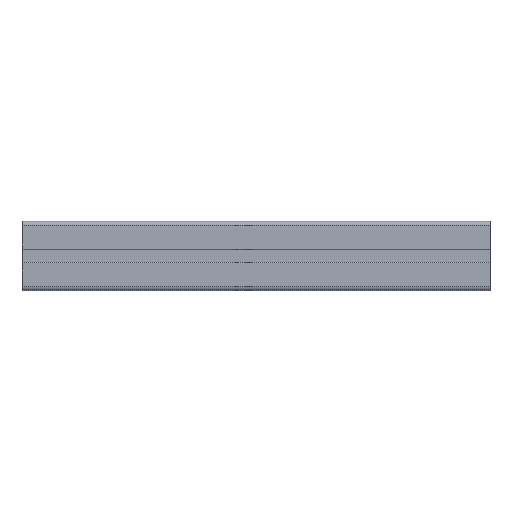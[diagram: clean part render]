
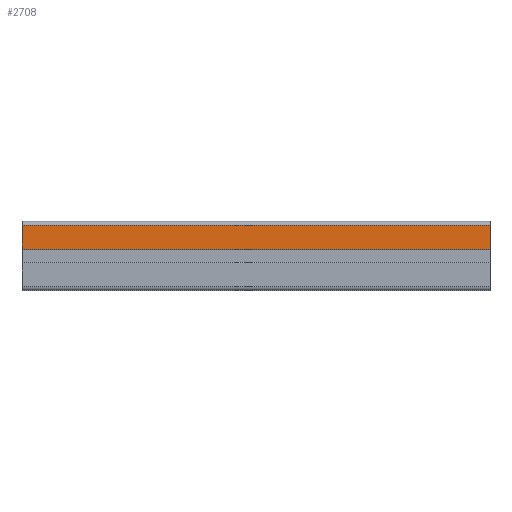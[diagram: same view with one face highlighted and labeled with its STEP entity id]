
A CAD part, top view. The second image highlights one B-rep face of the part: STEP entity #2708.
In plain terms, the highlighted planar face has unit normal (0, 0, 1).
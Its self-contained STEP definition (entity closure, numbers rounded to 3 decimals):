
#63=PLANE('',#2923);
#174=FACE_OUTER_BOUND('',#312,.T.);
#312=EDGE_LOOP('',(#2026,#2027,#2028,#2029));
#518=LINE('',#4271,#798);
#519=LINE('',#4274,#799);
#520=LINE('',#4276,#800);
#521=LINE('',#4277,#801);
#798=VECTOR('',#3459,1.);
#799=VECTOR('',#3462,1.);
#800=VECTOR('',#3463,1.);
#801=VECTOR('',#3464,1.);
#1214=VERTEX_POINT('',#4267);
#1215=VERTEX_POINT('',#4269);
#1216=VERTEX_POINT('',#4273);
#1217=VERTEX_POINT('',#4275);
#1552=EDGE_CURVE('',#1214,#1215,#518,.T.);
#1553=EDGE_CURVE('',#1216,#1214,#519,.T.);
#1554=EDGE_CURVE('',#1217,#1215,#520,.T.);
#1555=EDGE_CURVE('',#1216,#1217,#521,.T.);
#2026=ORIENTED_EDGE('',*,*,#1553,.T.);
#2027=ORIENTED_EDGE('',*,*,#1552,.T.);
#2028=ORIENTED_EDGE('',*,*,#1554,.F.);
#2029=ORIENTED_EDGE('',*,*,#1555,.F.);
#2708=ADVANCED_FACE('',(#174),#63,.T.);
#2923=AXIS2_PLACEMENT_3D('',#4272,#3460,#3461);
#3459=DIRECTION('',(1.,0.,0.));
#3460=DIRECTION('center_axis',(0.,0.,1.));
#3461=DIRECTION('ref_axis',(0.,-1.,0.));
#3462=DIRECTION('',(0.,-1.,0.));
#3463=DIRECTION('',(0.,-1.,0.));
#3464=DIRECTION('',(1.,0.,0.));
#4267=CARTESIAN_POINT('',(0.,26.9,45.));
#4269=CARTESIAN_POINT('',(304.8,26.9,45.));
#4271=CARTESIAN_POINT('',(0.,26.9,45.));
#4272=CARTESIAN_POINT('Origin',(0.,42.5,45.));
#4273=CARTESIAN_POINT('',(0.,42.5,45.));
#4274=CARTESIAN_POINT('',(0.,42.5,45.));
#4275=CARTESIAN_POINT('',(304.8,42.5,45.));
#4276=CARTESIAN_POINT('',(304.8,42.5,45.));
#4277=CARTESIAN_POINT('',(0.,42.5,45.));
